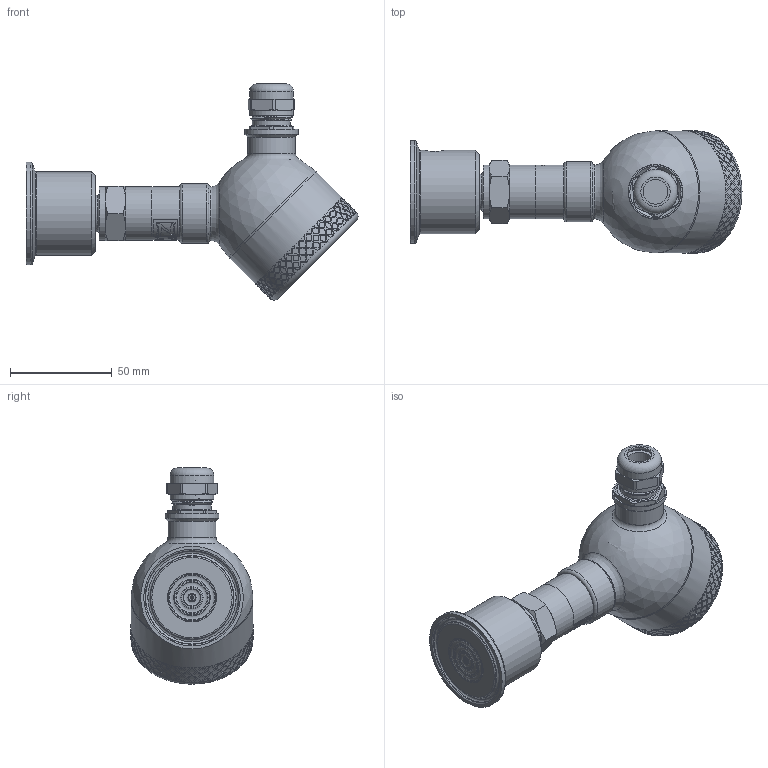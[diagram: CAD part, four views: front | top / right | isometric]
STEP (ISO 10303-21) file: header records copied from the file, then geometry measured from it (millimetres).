
FILE_DESCRIPTION(/* description */ (''),/* implementation_level */ '2;1');
FILE_NAME(/* name */ 'APZ3420sFH_ClampDN1_4.step',/* time_stamp */ '2021-07-08T16:33:38+03:00',/* author */ (''),/* organization */ (''),/* preprocessor_version */ 'ST-DEVELOPER v18.1',/* originating_system */ 'Autodesk Translation Framework v10.9.0.1377',/* authorisation */ '');
FILE_SCHEMA (('AUTOMOTIVE_DESIGN { 1 0 10303 214 3 1 1 }'));
Length unit declared in the file: millimetre
Products named in the file (14): АПЗ 3420s заполненный 
+ полевой корпус; G1\2EN; Clamp DN1 diaphragm 24 v2; Заполненный полевой 
корпус v13; Cover for display; Display; M20x1,5 steel cable gland v5; Cuerpo GAE.2000.0 Prensaestopas GADI M20x1.5 IP68 Laton; Junta GAE.2000.0 Prensaestopas GADI M20x1.5 IP68 Laton; Tuerca GAE.2000.0 Prensaestopas GADI M20x1.5 IP68 Laton; Brida GAE.2000.0 Prensaestopas GADI M20x1.5 IP68 Laton; Goma GAE.2000.0 Prensaestopas GADI M20x1.5 IP68 Laton; Main body; Adapter M20x1,5
Assembly tree (13 placements, depth 4):
  АПЗ 3420s заполненный 
+ полевой корпус
    G1\2EN
    Clamp DN1 diaphragm 24 v2
    Заполненный полевой 
корпус v13
      Cover for display
      Display
      M20x1,5 steel cable gland v5
        Cuerpo GAE.2000.0 Prensaestopas GADI M20x1.5 IP68 Laton
        Junta GAE.2000.0 Prensaestopas GADI M20x1.5 IP68 Laton
        Tuerca GAE.2000.0 Prensaestopas GADI M20x1.5 IP68 Laton
        Brida GAE.2000.0 Prensaestopas GADI M20x1.5 IP68 Laton
        Goma GAE.2000.0 Prensaestopas GADI M20x1.5 IP68 Laton
      Main body
      Adapter M20x1,5
Bounding box: 163.38 x 60.1 x 106.38 mm (x, y, z)
Volume: 267807.7 mm3; surface area: 65695.2 mm2
Topology: 20 solids, 20 shells, 1902 faces, 4761 edges, 3120 vertices
Faces by surface type: bspline 1038, plane 386, cylinder 360, cone 73, torus 44, sphere 1
Full cylindrical faces by diameter (mm): 2 x1, 3 x1, 3.3 x1, 5 x5, 6 x3, 12.3 x2, 13 x1, 15 x4, 16 x1, 16.2 x1, 16.7 x1, 17 x1, 17.15 x1, 17.5 x1, 18 x5, 18.526 x5, 18.631 x7, 18.75 x7, 19 x1, 20 x2, 20.203 x5, 20.3 x5, 20.8 x1, 20.955 x7, 21.6 x1, 21.7 x2, 21.767 x1, 22 x1, 22.4 x2, 23.6 x1
Entity records: 84865 total; most frequent: CARTESIAN_POINT 47667, ORIENTED_EDGE 9518, EDGE_CURVE 4759, DIRECTION 4118, VERTEX_POINT 3120, B_SPLINE_CURVE_WITH_KNOTS 2967, EDGE_LOOP 2169, FACE_OUTER_BOUND 1902
